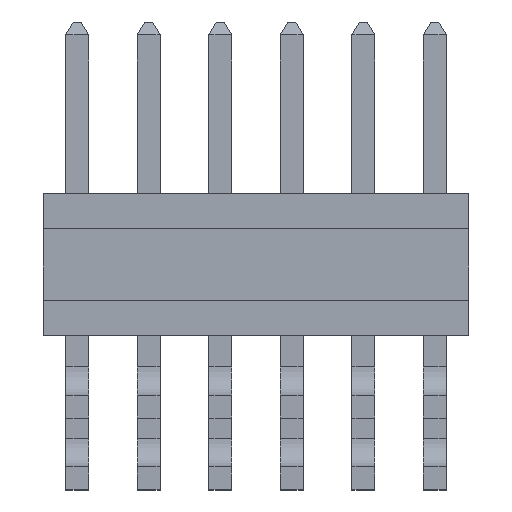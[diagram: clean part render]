
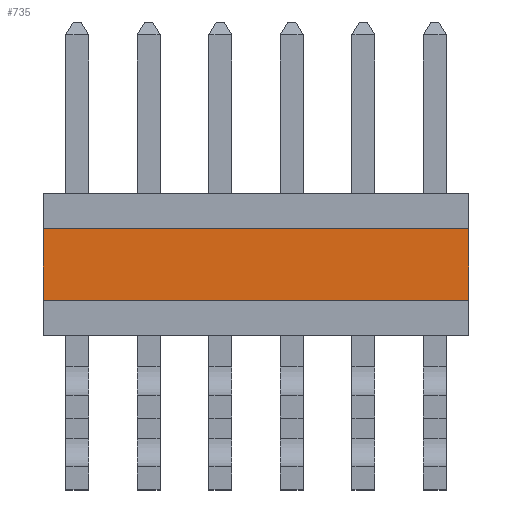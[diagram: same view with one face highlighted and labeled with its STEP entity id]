
A CAD part, top view. The second image highlights one B-rep face of the part: STEP entity #735.
In plain terms, the highlighted planar face has unit normal (0, 0, 1).
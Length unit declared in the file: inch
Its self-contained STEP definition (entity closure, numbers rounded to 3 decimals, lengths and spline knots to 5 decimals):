
#735 = ADVANCED_FACE( '', ( #1533 ), #1534, .F. );
#1533 = FACE_OUTER_BOUND( '', #2411, .T. );
#1534 = PLANE( '', #2412 );
#2411 = EDGE_LOOP( '', ( #4490, #4491, #4492, #4493 ) );
#2412 = AXIS2_PLACEMENT_3D( '', #4494, #4495, #4496 );
#4490 = ORIENTED_EDGE( '', *, *, #5509, .F. );
#4491 = ORIENTED_EDGE( '', *, *, #6264, .F. );
#4492 = ORIENTED_EDGE( '', *, *, #5618, .T. );
#4493 = ORIENTED_EDGE( '', *, *, #5385, .F. );
#4494 = CARTESIAN_POINT( '', ( 0.15, 0.0745, 0.0575 ) );
#4495 = DIRECTION( '', ( 0., 0., -1. ) );
#4496 = DIRECTION( '', ( -1., 0., 0. ) );
#5385 = EDGE_CURVE( '', #6444, #6446, #6447, .T. );
#5509 = EDGE_CURVE( '', #6673, #6444, #6675, .T. );
#5618 = EDGE_CURVE( '', #6863, #6446, #6864, .T. );
#6264 = EDGE_CURVE( '', #6863, #6673, #7808, .T. );
#6444 = VERTEX_POINT( '', #8003 );
#6446 = VERTEX_POINT( '', #8006 );
#6447 = LINE( '', #8007, #8008 );
#6673 = VERTEX_POINT( '', #8338 );
#6675 = LINE( '', #8341, #8342 );
#6863 = VERTEX_POINT( '', #8609 );
#6864 = LINE( '', #8610, #8611 );
#7808 = LINE( '', #10022, #10023 );
#8003 = CARTESIAN_POINT( '', ( -0.1485, 0.0245, 0.0575 ) );
#8006 = CARTESIAN_POINT( '', ( -0.1485, 0.0745, 0.0575 ) );
#8007 = CARTESIAN_POINT( '', ( -0.1485, 0.099, 0.0575 ) );
#8008 = VECTOR( '', #10272, 39.37008 );
#8338 = CARTESIAN_POINT( '', ( 0.1485, 0.0245, 0.0575 ) );
#8341 = CARTESIAN_POINT( '', ( 0.15, 0.0245, 0.0575 ) );
#8342 = VECTOR( '', #10384, 39.37008 );
#8609 = CARTESIAN_POINT( '', ( 0.1485, 0.0745, 0.0575 ) );
#8610 = CARTESIAN_POINT( '', ( 0.15, 0.0745, 0.0575 ) );
#8611 = VECTOR( '', #10488, 39.37008 );
#10022 = CARTESIAN_POINT( '', ( 0.1485, 0.099, 0.0575 ) );
#10023 = VECTOR( '', #11046, 39.37008 );
#10272 = DIRECTION( '', ( 0., 1., 0. ) );
#10384 = DIRECTION( '', ( -1., 0., 0. ) );
#10488 = DIRECTION( '', ( -1., 0., 0. ) );
#11046 = DIRECTION( '', ( 0., -1., 0. ) );
